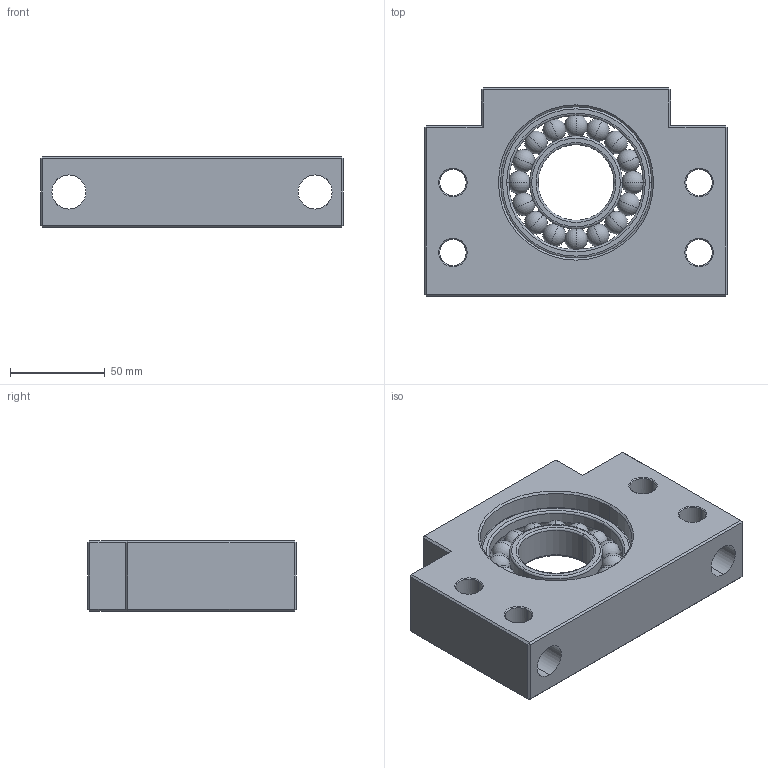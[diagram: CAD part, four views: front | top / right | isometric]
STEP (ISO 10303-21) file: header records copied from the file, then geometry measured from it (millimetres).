
FILE_DESCRIPTION (( 'STEP AP203' ), '1' );
FILE_NAME ('BF40²Õ¦X¥ó.STEP', '2010-10-04T07:37:01', ( '' ), ( '' ), 'SwSTEP 2.0', 'SolidWorks 2008', '' );
FILE_SCHEMA (( 'CONFIG_CONTROL_DESIGN' ));
Length unit declared in the file: millimetre
Products named in the file (1): BF40組合件
Bounding box: 160 x 110 x 37 mm (x, y, z)
Volume: 395769.5 mm3; surface area: 85713.3 mm2
Topology: 19 solids, 19 shells, 166 faces, 424 edges, 258 vertices
Faces by surface type: plane 50, cylinder 38, sphere 32, cone 24, torus 22
Entity records: 5161 total; most frequent: CARTESIAN_POINT 1473, DIRECTION 802, ORIENTED_EDGE 688, EDGE_CURVE 344, AXIS2_PLACEMENT_3D 323, VERTEX_POINT 210, EDGE_LOOP 186, ADVANCED_FACE 166
